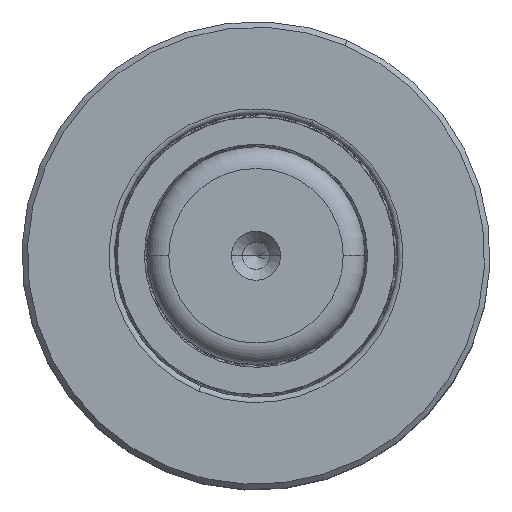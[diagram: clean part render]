
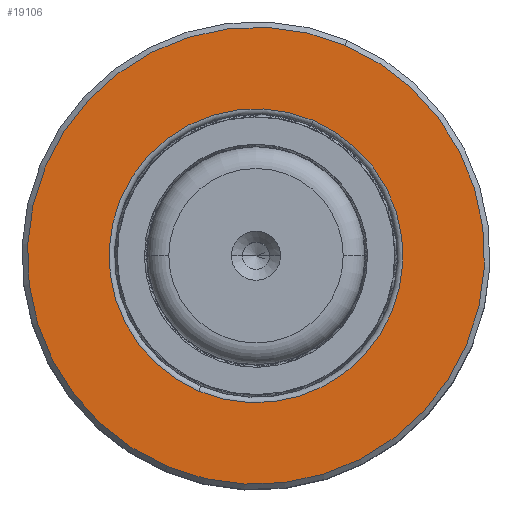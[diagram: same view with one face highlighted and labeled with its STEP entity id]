
A CAD part, top view. The second image highlights one B-rep face of the part: STEP entity #19106.
In plain terms, the highlighted face is planar.
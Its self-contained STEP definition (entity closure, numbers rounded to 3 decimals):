
#510 = EDGE_CURVE ( 'NONE', #10876, #29250, #9970, .T. ) ;
#1012 = DIRECTION ( 'NONE',  ( 0., 1., 0. ) ) ;
#2674 = EDGE_LOOP ( 'NONE', ( #32838, #17174 ) ) ;
#2856 = DIRECTION ( 'NONE',  ( 0., -1., 0. ) ) ;
#8845 = CARTESIAN_POINT ( 'NONE',  ( 0., 15.687, 0. ) ) ;
#9110 = DIRECTION ( 'NONE',  ( 0., -1., 0. ) ) ;
#9174 = VERTEX_POINT ( 'NONE', #12164 ) ;
#9514 = CIRCLE ( 'NONE', #15195, 21. ) ;
#9607 = DIRECTION ( 'NONE',  ( 0., 0., -1. ) ) ;
#9970 = CIRCLE ( 'NONE', #29210, 13.5 ) ;
#10876 = VERTEX_POINT ( 'NONE', #24244 ) ;
#12164 = CARTESIAN_POINT ( 'NONE',  ( 0., 15.687, 21. ) ) ;
#12383 = VERTEX_POINT ( 'NONE', #24434 ) ;
#12674 = AXIS2_PLACEMENT_3D ( 'NONE', #23687, #1012, #28846 ) ;
#14703 = EDGE_CURVE ( 'NONE', #9174, #12383, #17259, .T. ) ;
#15195 = AXIS2_PLACEMENT_3D ( 'NONE', #21821, #19353, #18862 ) ;
#17174 = ORIENTED_EDGE ( 'NONE', *, *, #14703, .F. ) ;
#17259 = CIRCLE ( 'NONE', #19488, 21. ) ;
#17854 = CARTESIAN_POINT ( 'NONE',  ( 0., 15.687, 0. ) ) ;
#18862 = DIRECTION ( 'NONE',  ( 0., 0., -1. ) ) ;
#19106 = ADVANCED_FACE ( 'NONE', ( #28619, #24690 ), #23819, .T. ) ;
#19281 = CARTESIAN_POINT ( 'NONE',  ( 0., 15.687, 0. ) ) ;
#19353 = DIRECTION ( 'NONE',  ( 0., -1., 0. ) ) ;
#19488 = AXIS2_PLACEMENT_3D ( 'NONE', #19281, #2856, #30450 ) ;
#20395 = ORIENTED_EDGE ( 'NONE', *, *, #31843, .T. ) ;
#21821 = CARTESIAN_POINT ( 'NONE',  ( 0., 15.687, 0. ) ) ;
#22261 = CARTESIAN_POINT ( 'NONE',  ( 0., 15.687, 13.5 ) ) ;
#23687 = CARTESIAN_POINT ( 'NONE',  ( 21., 15.687, 0. ) ) ;
#23819 = PLANE ( 'NONE',  #12674 ) ;
#24244 = CARTESIAN_POINT ( 'NONE',  ( 0., 15.687, -13.5 ) ) ;
#24434 = CARTESIAN_POINT ( 'NONE',  ( 0., 15.687, -21. ) ) ;
#24690 = FACE_OUTER_BOUND ( 'NONE', #2674, .T. ) ;
#24892 = AXIS2_PLACEMENT_3D ( 'NONE', #17854, #9110, #9607 ) ;
#28555 = DIRECTION ( 'NONE',  ( 0., -1., 0. ) ) ;
#28619 = FACE_BOUND ( 'NONE', #30373, .T. ) ;
#28846 = DIRECTION ( 'NONE',  ( 0., 0., 1. ) ) ;
#29022 = CIRCLE ( 'NONE', #24892, 13.5 ) ;
#29210 = AXIS2_PLACEMENT_3D ( 'NONE', #8845, #28555, #31351 ) ;
#29250 = VERTEX_POINT ( 'NONE', #22261 ) ;
#30373 = EDGE_LOOP ( 'NONE', ( #31956, #20395 ) ) ;
#30450 = DIRECTION ( 'NONE',  ( 0., 0., -1. ) ) ;
#31351 = DIRECTION ( 'NONE',  ( 0., 0., -1. ) ) ;
#31843 = EDGE_CURVE ( 'NONE', #29250, #10876, #29022, .T. ) ;
#31956 = ORIENTED_EDGE ( 'NONE', *, *, #510, .T. ) ;
#32838 = ORIENTED_EDGE ( 'NONE', *, *, #32917, .F. ) ;
#32917 = EDGE_CURVE ( 'NONE', #12383, #9174, #9514, .T. ) ;
